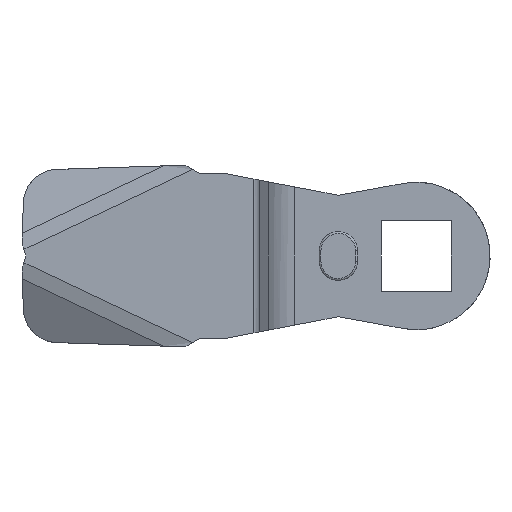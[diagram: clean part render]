
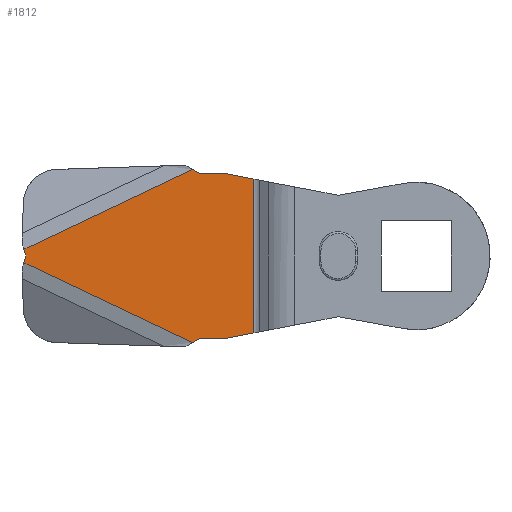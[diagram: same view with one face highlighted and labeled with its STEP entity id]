
A CAD part, front view. The second image highlights one B-rep face of the part: STEP entity #1812.
In plain terms, the highlighted free-form (B-spline) face has degree [1, 1] with [2, 2] control points.
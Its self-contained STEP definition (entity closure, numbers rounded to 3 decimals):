
#913=CARTESIAN_POINT('',(-18.728,-4.,8.871));
#914=VERTEX_POINT('',#913);
#930=CARTESIAN_POINT('',(-18.728,-4.,-8.871));
#931=VERTEX_POINT('',#930);
#932=CARTESIAN_POINT('',(-18.728,-4.,-8.871));
#933=CARTESIAN_POINT('',(-18.728,-4.,8.871));
#934=QUASI_UNIFORM_CURVE('',1,(#932,#933),.UNSPECIFIED.,.F.,.U.);
#935=EDGE_CURVE('',#931,#914,#934,.T.);
#1155=CARTESIAN_POINT('',(-45.23,-4.,0.774));
#1156=VERTEX_POINT('',#1155);
#1170=CARTESIAN_POINT('',(-25.839,-4.,9.985));
#1171=VERTEX_POINT('',#1170);
#1172=CARTESIAN_POINT('',(-25.839,-4.,9.985));
#1173=CARTESIAN_POINT('',(-45.23,-4.,0.774));
#1174=QUASI_UNIFORM_CURVE('',1,(#1172,#1173),.UNSPECIFIED.,.F.,.U.);
#1175=EDGE_CURVE('',#1171,#1156,#1174,.T.);
#1246=CARTESIAN_POINT('',(-25.839,-4.,-9.985));
#1247=VERTEX_POINT('',#1246);
#1261=CARTESIAN_POINT('',(-45.23,-4.,-0.774));
#1262=VERTEX_POINT('',#1261);
#1263=CARTESIAN_POINT('',(-45.23,-4.,-0.774));
#1264=CARTESIAN_POINT('',(-25.839,-4.,-9.985));
#1265=QUASI_UNIFORM_CURVE('',1,(#1263,#1264),.UNSPECIFIED.,.F.,.U.);
#1266=EDGE_CURVE('',#1262,#1247,#1265,.T.);
#1289=CARTESIAN_POINT('',(-45.,-4.,0.));
#1290=VERTEX_POINT('',#1289);
#1291=CARTESIAN_POINT('',(-45.23,-4.,0.774));
#1292=CARTESIAN_POINT('',(-45.,-4.,0.));
#1293=QUASI_UNIFORM_CURVE('',1,(#1291,#1292),.UNSPECIFIED.,.F.,.U.);
#1294=EDGE_CURVE('',#1156,#1290,#1293,.T.);
#1339=CARTESIAN_POINT('',(-45.,-4.,0.));
#1340=CARTESIAN_POINT('',(-45.23,-4.,-0.774));
#1341=QUASI_UNIFORM_CURVE('',1,(#1339,#1340),.UNSPECIFIED.,.F.,.U.);
#1342=EDGE_CURVE('',#1290,#1262,#1341,.T.);
#1543=CARTESIAN_POINT('',(-25.,-4.,9.5));
#1544=VERTEX_POINT('',#1543);
#1545=CARTESIAN_POINT('',(-25.839,-4.,9.985));
#1546=CARTESIAN_POINT('',(-25.,-4.,9.5));
#1547=QUASI_UNIFORM_CURVE('',1,(#1545,#1546),.UNSPECIFIED.,.F.,.U.);
#1548=EDGE_CURVE('',#1171,#1544,#1547,.T.);
#1593=CARTESIAN_POINT('',(-25.,-4.,-9.5));
#1594=VERTEX_POINT('',#1593);
#1595=CARTESIAN_POINT('',(-25.,-4.,-9.5));
#1596=CARTESIAN_POINT('',(-25.839,-4.,-9.985));
#1597=QUASI_UNIFORM_CURVE('',1,(#1595,#1596),.UNSPECIFIED.,.F.,.U.);
#1598=EDGE_CURVE('',#1594,#1247,#1597,.T.);
#1722=CARTESIAN_POINT('',(-22.,-4.,-9.5));
#1723=VERTEX_POINT('',#1722);
#1729=CARTESIAN_POINT('',(-22.,-4.,-9.5));
#1730=CARTESIAN_POINT('',(-25.,-4.,-9.5));
#1731=QUASI_UNIFORM_CURVE('',1,(#1729,#1730),.UNSPECIFIED.,.F.,.U.);
#1732=EDGE_CURVE('',#1723,#1594,#1731,.T.);
#1743=CARTESIAN_POINT('',(-22.,-4.,9.5));
#1744=VERTEX_POINT('',#1743);
#1745=CARTESIAN_POINT('',(-25.,-4.,9.5));
#1746=CARTESIAN_POINT('',(-22.,-4.,9.5));
#1747=QUASI_UNIFORM_CURVE('',1,(#1745,#1746),.UNSPECIFIED.,.F.,.U.);
#1748=EDGE_CURVE('',#1544,#1744,#1747,.T.);
#1786=CARTESIAN_POINT('',(-46.554,-4.,-10.982));
#1787=CARTESIAN_POINT('',(-17.404,-4.,-10.982));
#1788=CARTESIAN_POINT('',(-46.554,-4.,10.982));
#1789=CARTESIAN_POINT('',(-17.404,-4.,10.982));
#1790=B_SPLINE_SURFACE_WITH_KNOTS('',1,1,((#1786,#1788),(#1787,#1789)),.UNSPECIFIED.,.F.,.F.,.U.,(2,2),(2,2),(0.0,29.15),(0.0,21.964),.UNSPECIFIED.);
#1791=CARTESIAN_POINT('',(-18.728,-4.,-8.871));
#1792=CARTESIAN_POINT('',(-22.,-4.,-9.5));
#1793=QUASI_UNIFORM_CURVE('',1,(#1791,#1792),.UNSPECIFIED.,.F.,.U.);
#1794=EDGE_CURVE('',#931,#1723,#1793,.T.);
#1795=ORIENTED_EDGE('',*,*,#1794,.F.);
#1796=ORIENTED_EDGE('',*,*,#935,.T.);
#1797=CARTESIAN_POINT('',(-22.,-4.,9.5));
#1798=CARTESIAN_POINT('',(-18.728,-4.,8.871));
#1799=QUASI_UNIFORM_CURVE('',1,(#1797,#1798),.UNSPECIFIED.,.F.,.U.);
#1800=EDGE_CURVE('',#1744,#914,#1799,.T.);
#1801=ORIENTED_EDGE('',*,*,#1800,.F.);
#1802=ORIENTED_EDGE('',*,*,#1748,.F.);
#1803=ORIENTED_EDGE('',*,*,#1548,.F.);
#1804=ORIENTED_EDGE('',*,*,#1175,.T.);
#1805=ORIENTED_EDGE('',*,*,#1294,.T.);
#1806=ORIENTED_EDGE('',*,*,#1342,.T.);
#1807=ORIENTED_EDGE('',*,*,#1266,.T.);
#1808=ORIENTED_EDGE('',*,*,#1598,.F.);
#1809=ORIENTED_EDGE('',*,*,#1732,.F.);
#1810=EDGE_LOOP('',(#1795,#1796,#1801,#1802,#1803,#1804,#1805,#1806,#1807,#1808,#1809));
#1811=FACE_OUTER_BOUND('',#1810,.T.);
#1812=ADVANCED_FACE('',(#1811),#1790,.T.);
